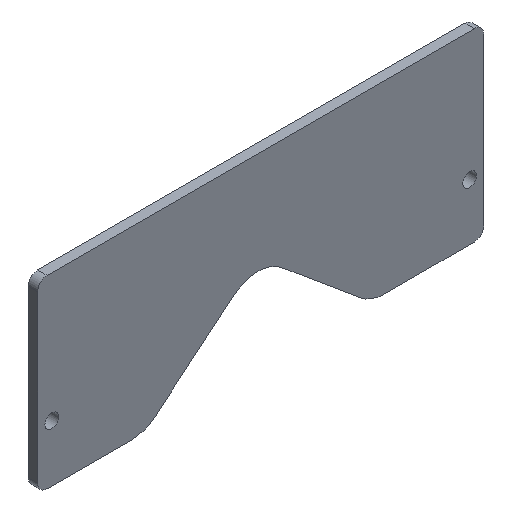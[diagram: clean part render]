
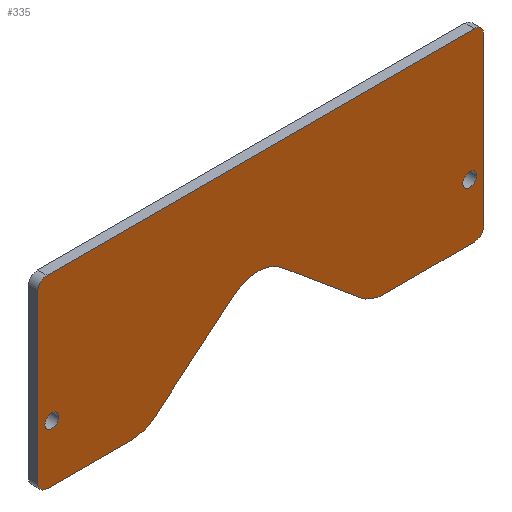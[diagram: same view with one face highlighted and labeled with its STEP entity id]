
A CAD part, isometric view. The second image highlights one B-rep face of the part: STEP entity #335.
In plain terms, the highlighted planar face has unit normal (0, -1, 0).
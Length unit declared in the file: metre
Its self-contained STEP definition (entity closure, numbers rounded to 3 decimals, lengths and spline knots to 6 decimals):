
#17=FACE_BOUND('',#53,.T.);
#18=FACE_BOUND('',#54,.T.);
#21=PLANE('',#378);
#32=FACE_OUTER_BOUND('',#52,.T.);
#52=EDGE_LOOP('',(#254,#255,#256,#257,#258,#259,#260,#261,#262,#263,#264,
#265,#266,#267));
#53=EDGE_LOOP('',(#268));
#54=EDGE_LOOP('',(#269));
#72=LINE('',#518,#102);
#80=LINE('',#553,#110);
#81=LINE('',#557,#111);
#82=LINE('',#561,#112);
#83=LINE('',#565,#113);
#84=LINE('',#569,#114);
#85=LINE('',#572,#115);
#102=VECTOR('',#413,0.01);
#110=VECTOR('',#445,0.01);
#111=VECTOR('',#448,1.);
#112=VECTOR('',#451,1.);
#113=VECTOR('',#454,1.);
#114=VECTOR('',#457,1.);
#115=VECTOR('',#460,1.);
#128=CIRCLE('',#364,0.003175);
#138=CIRCLE('',#377,0.003175);
#139=CIRCLE('',#379,0.003175);
#140=CIRCLE('',#380,0.0127);
#141=CIRCLE('',#381,0.0127);
#142=CIRCLE('',#382,0.0127);
#143=CIRCLE('',#383,0.003175);
#144=CIRCLE('',#384,0.002311);
#145=CIRCLE('',#385,0.002311);
#146=VERTEX_POINT('',#505);
#147=VERTEX_POINT('',#506);
#151=VERTEX_POINT('',#516);
#165=VERTEX_POINT('',#548);
#166=VERTEX_POINT('',#552);
#167=VERTEX_POINT('',#554);
#168=VERTEX_POINT('',#556);
#169=VERTEX_POINT('',#558);
#170=VERTEX_POINT('',#560);
#171=VERTEX_POINT('',#562);
#172=VERTEX_POINT('',#564);
#173=VERTEX_POINT('',#566);
#174=VERTEX_POINT('',#568);
#175=VERTEX_POINT('',#570);
#176=VERTEX_POINT('',#573);
#177=VERTEX_POINT('',#575);
#178=EDGE_CURVE('',#146,#147,#128,.T.);
#184=EDGE_CURVE('',#146,#151,#72,.T.);
#200=EDGE_CURVE('',#165,#151,#138,.T.);
#201=EDGE_CURVE('',#166,#165,#80,.T.);
#202=EDGE_CURVE('',#167,#166,#139,.T.);
#203=EDGE_CURVE('',#168,#167,#81,.T.);
#204=EDGE_CURVE('',#168,#169,#140,.T.);
#205=EDGE_CURVE('',#169,#170,#82,.T.);
#206=EDGE_CURVE('',#170,#171,#141,.F.);
#207=EDGE_CURVE('',#171,#172,#83,.T.);
#208=EDGE_CURVE('',#172,#173,#142,.T.);
#209=EDGE_CURVE('',#174,#173,#84,.T.);
#210=EDGE_CURVE('',#174,#175,#143,.T.);
#211=EDGE_CURVE('',#147,#175,#85,.T.);
#212=EDGE_CURVE('',#176,#176,#144,.T.);
#213=EDGE_CURVE('',#177,#177,#145,.T.);
#254=ORIENTED_EDGE('',*,*,#178,.F.);
#255=ORIENTED_EDGE('',*,*,#184,.T.);
#256=ORIENTED_EDGE('',*,*,#200,.F.);
#257=ORIENTED_EDGE('',*,*,#201,.F.);
#258=ORIENTED_EDGE('',*,*,#202,.F.);
#259=ORIENTED_EDGE('',*,*,#203,.F.);
#260=ORIENTED_EDGE('',*,*,#204,.T.);
#261=ORIENTED_EDGE('',*,*,#205,.T.);
#262=ORIENTED_EDGE('',*,*,#206,.T.);
#263=ORIENTED_EDGE('',*,*,#207,.T.);
#264=ORIENTED_EDGE('',*,*,#208,.T.);
#265=ORIENTED_EDGE('',*,*,#209,.F.);
#266=ORIENTED_EDGE('',*,*,#210,.T.);
#267=ORIENTED_EDGE('',*,*,#211,.F.);
#268=ORIENTED_EDGE('',*,*,#212,.F.);
#269=ORIENTED_EDGE('',*,*,#213,.T.);
#335=ADVANCED_FACE('',(#32,#17,#18),#21,.T.);
#364=AXIS2_PLACEMENT_3D('',#507,#403,#404);
#377=AXIS2_PLACEMENT_3D('',#550,#441,#442);
#378=AXIS2_PLACEMENT_3D('',#551,#443,#444);
#379=AXIS2_PLACEMENT_3D('',#555,#446,#447);
#380=AXIS2_PLACEMENT_3D('',#559,#449,#450);
#381=AXIS2_PLACEMENT_3D('',#563,#452,#453);
#382=AXIS2_PLACEMENT_3D('',#567,#455,#456);
#383=AXIS2_PLACEMENT_3D('',#571,#458,#459);
#384=AXIS2_PLACEMENT_3D('',#574,#461,#462);
#385=AXIS2_PLACEMENT_3D('',#576,#463,#464);
#403=DIRECTION('center_axis',(0.,1.,0.));
#404=DIRECTION('ref_axis',(0.707,0.,0.707));
#413=DIRECTION('',(-1.,0.,0.));
#441=DIRECTION('center_axis',(0.,1.,0.));
#442=DIRECTION('ref_axis',(-0.707,0.,0.707));
#443=DIRECTION('center_axis',(0.,-1.,0.));
#444=DIRECTION('ref_axis',(1.,0.,0.));
#445=DIRECTION('',(0.,0.,1.));
#446=DIRECTION('center_axis',(0.,1.,0.));
#447=DIRECTION('ref_axis',(-0.707,0.,-0.707));
#448=DIRECTION('',(-1.,0.,0.));
#449=DIRECTION('center_axis',(0.,-1.,0.));
#450=DIRECTION('ref_axis',(0.,0.,-1.));
#451=DIRECTION('',(0.768,0.,0.64));
#452=DIRECTION('center_axis',(0.,-1.,0.));
#453=DIRECTION('ref_axis',(0.,0.,-1.));
#454=DIRECTION('',(0.768,0.,-0.64));
#455=DIRECTION('center_axis',(0.,-1.,0.));
#456=DIRECTION('ref_axis',(0.,0.,-1.));
#457=DIRECTION('',(-1.,0.,0.));
#458=DIRECTION('center_axis',(0.,-1.,0.));
#459=DIRECTION('ref_axis',(0.,0.,-1.));
#460=DIRECTION('',(0.,0.,-1.));
#461=DIRECTION('center_axis',(0.,-1.,0.));
#462=DIRECTION('ref_axis',(0.,0.,-1.));
#463=DIRECTION('center_axis',(0.,1.,0.));
#464=DIRECTION('ref_axis',(1.,0.,0.));
#505=CARTESIAN_POINT('',(0.073025,-0.003175,0.030582));
#506=CARTESIAN_POINT('',(0.0762,-0.003175,0.027407));
#507=CARTESIAN_POINT('Origin',(0.073025,-0.003175,0.027407));
#516=CARTESIAN_POINT('',(-0.071095,-0.003175,0.030582));
#518=CARTESIAN_POINT('',(0.0381,-0.003175,0.030582));
#548=CARTESIAN_POINT('',(-0.07427,-0.003175,0.027407));
#550=CARTESIAN_POINT('Origin',(-0.071095,-0.003175,0.027407));
#551=CARTESIAN_POINT('Origin',(0.,-0.003175,0.));
#552=CARTESIAN_POINT('',(-0.07427,-0.003175,-0.028575));
#553=CARTESIAN_POINT('',(-0.07427,-0.003175,0.028575));
#554=CARTESIAN_POINT('',(-0.071095,-0.003175,-0.03175));
#555=CARTESIAN_POINT('Origin',(-0.071095,-0.003175,-0.028575));
#556=CARTESIAN_POINT('',(-0.042698,-0.003175,-0.03175));
#557=CARTESIAN_POINT('',(0.,-0.003175,-0.03175));
#558=CARTESIAN_POINT('',(-0.034568,-0.003175,-0.028806));
#559=CARTESIAN_POINT('Origin',(-0.042698,-0.003175,-0.01905));
#560=CARTESIAN_POINT('',(-0.00813,-0.003175,-0.006775));
#561=CARTESIAN_POINT('',(-0.01905,-0.003175,-0.015875));
#562=CARTESIAN_POINT('',(0.00813,-0.003175,-0.006775));
#563=CARTESIAN_POINT('Origin',(0.,-0.003175,-0.016532));
#564=CARTESIAN_POINT('',(0.034568,-0.003175,-0.028806));
#565=CARTESIAN_POINT('',(0.01905,-0.003175,-0.015875));
#566=CARTESIAN_POINT('',(0.042698,-0.003175,-0.03175));
#567=CARTESIAN_POINT('Origin',(0.042698,-0.003175,-0.01905));
#568=CARTESIAN_POINT('',(0.073025,-0.003175,-0.03175));
#569=CARTESIAN_POINT('',(0.,-0.003175,-0.03175));
#570=CARTESIAN_POINT('',(0.0762,-0.003175,-0.028575));
#571=CARTESIAN_POINT('Origin',(0.073025,-0.003175,-0.028575));
#572=CARTESIAN_POINT('',(0.0762,-0.003175,0.));
#573=CARTESIAN_POINT('',(0.071438,-0.003175,-0.015011));
#574=CARTESIAN_POINT('Origin',(0.071438,-0.003175,-0.0127));
#575=CARTESIAN_POINT('',(-0.071819,-0.003175,-0.0127));
#576=CARTESIAN_POINT('Origin',(-0.069507,-0.003175,-0.0127));
